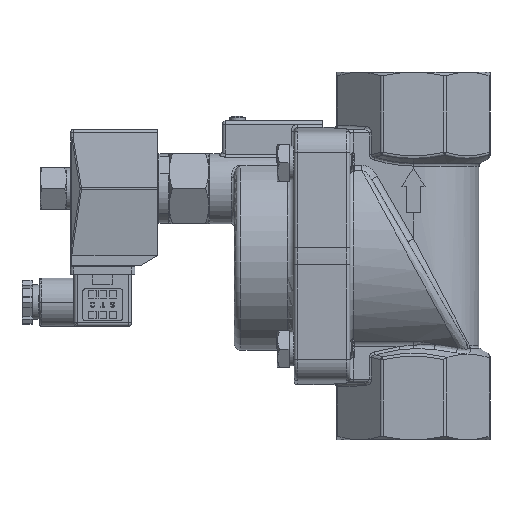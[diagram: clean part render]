
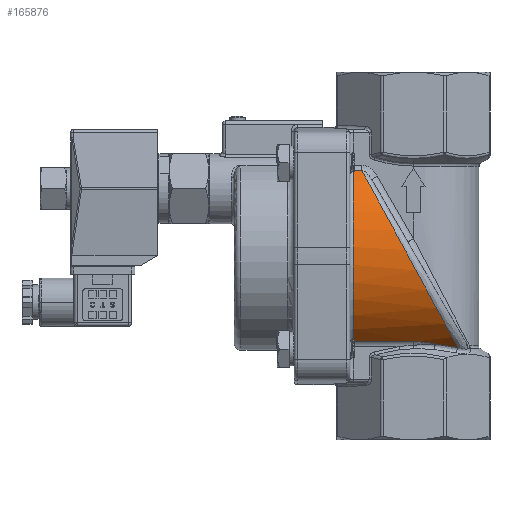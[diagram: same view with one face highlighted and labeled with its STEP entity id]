
A CAD part, left-side view. The second image highlights one B-rep face of the part: STEP entity #165876.
In plain terms, the highlighted cylindrical face has radius 50 mm (diameter 100 mm), a partial arc.
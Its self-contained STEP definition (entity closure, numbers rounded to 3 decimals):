
#1755 = DIRECTION ( 'NONE',  ( 0., -1., 0. ) ) ;
#2419 = CARTESIAN_POINT ( 'NONE',  ( -27.484, 14.663, -41.769 ) ) ;
#2770 = CARTESIAN_POINT ( 'NONE',  ( -31.132, 64., 39.125 ) ) ;
#3880 = LINE ( 'NONE', #2770, #69940 ) ;
#15223 = B_SPLINE_CURVE_WITH_KNOTS ( 'NONE', 3,
 ( #24726, #37976, #130333, #51272, #143587, #64506, #156771, #77781, #170035, #91072 ),
 .UNSPECIFIED., .F., .F.,
 ( 4, 2, 2, 2, 4 ),
 ( 0., 0.005, 0.008, 0.009, 0.01 ),
 .UNSPECIFIED. ) ;
#20370 = B_SPLINE_CURVE_WITH_KNOTS ( 'NONE', 3,
 ( #69943, #162162, #59462, #151742 ),
 .UNSPECIFIED., .F., .F.,
 ( 4, 4 ),
 ( 0., 0.011 ),
 .UNSPECIFIED. ) ;
#21651 = VERTEX_POINT ( 'NONE', #93980 ) ;
#24726 = CARTESIAN_POINT ( 'NONE',  ( -31.132, 35., -39.125 ) ) ;
#29302 = DIRECTION ( 'NONE',  ( 0., 1., 0. ) ) ;
#29779 = EDGE_CURVE ( 'NONE', #140033, #108254, #101629, .T. ) ;
#37976 = CARTESIAN_POINT ( 'NONE',  ( -31.132, 33.273, -39.125 ) ) ;
#42890 = EDGE_CURVE ( 'NONE', #166570, #21651, #3880, .T. ) ;
#48248 = CYLINDRICAL_SURFACE ( 'NONE', #131508, 50. ) ;
#49615 = ORIENTED_EDGE ( 'NONE', *, *, #168411, .T. ) ;
#51272 = CARTESIAN_POINT ( 'NONE',  ( -30.635, 29.068, -39.516 ) ) ;
#54833 = DIRECTION ( 'NONE',  ( 0., 0., -1. ) ) ;
#55350 = ORIENTED_EDGE ( 'NONE', *, *, #42890, .T. ) ;
#59462 = CARTESIAN_POINT ( 'NONE',  ( -28.46, 18.025, -41.127 ) ) ;
#62925 = ORIENTED_EDGE ( 'NONE', *, *, #154436, .T. ) ;
#64506 = CARTESIAN_POINT ( 'NONE',  ( -30.207, 27.005, -39.844 ) ) ;
#66279 = VERTEX_POINT ( 'NONE', #84639 ) ;
#67210 = CARTESIAN_POINT ( 'NONE',  ( -31.132, 64., -39.125 ) ) ;
#67986 = CARTESIAN_POINT ( 'NONE',  ( 0., 62.5, 0. ) ) ;
#68778 = CARTESIAN_POINT ( 'NONE',  ( -31.132, 58.565, 39.125 ) ) ;
#69940 = VECTOR ( 'NONE', #29302, 1000. ) ;
#69943 = CARTESIAN_POINT ( 'NONE',  ( -29.659, 24.968, -40.254 ) ) ;
#77069 = VERTEX_POINT ( 'NONE', #169885 ) ;
#77781 = CARTESIAN_POINT ( 'NONE',  ( -29.895, 25.779, -40.079 ) ) ;
#81282 = DIRECTION ( 'NONE',  ( 0., 0., -1. ) ) ;
#83452 = CARTESIAN_POINT ( 'NONE',  ( -31.132, 58.565, 39.125 ) ) ;
#84639 = CARTESIAN_POINT ( 'NONE',  ( -29.659, 24.968, -40.254 ) ) ;
#91072 = CARTESIAN_POINT ( 'NONE',  ( -29.659, 24.968, -40.254 ) ) ;
#93980 = CARTESIAN_POINT ( 'NONE',  ( -31.132, 62.5, 39.125 ) ) ;
#97487 = VECTOR ( 'NONE', #161163, 1000. ) ;
#99859 = FACE_OUTER_BOUND ( 'NONE', #123848, .T. ) ;
#101629 = LINE ( 'NONE', #67210, #97487 ) ;
#101998 = ORIENTED_EDGE ( 'NONE', *, *, #122048, .T. ) ;
#108051 = CARTESIAN_POINT ( 'NONE',  ( -58.607, 25.777, -21.29 ) ) ;
#108254 = VERTEX_POINT ( 'NONE', #136790 ) ;
#122048 = EDGE_CURVE ( 'NONE', #21651, #140033, #131356, .T. ) ;
#122828 = ORIENTED_EDGE ( 'NONE', *, *, #160374, .T. ) ;
#123848 = EDGE_LOOP ( 'NONE', ( #55350, #101998, #160740, #49615, #62925, #122828 ) ) ;
#130333 = CARTESIAN_POINT ( 'NONE',  ( -31.005, 31.575, -39.227 ) ) ;
#131356 = CIRCLE ( 'NONE', #159590, 50. ) ;
#131508 = AXIS2_PLACEMENT_3D ( 'NONE', #133333, #1755, #54833 ) ;
#133333 = CARTESIAN_POINT ( 'NONE',  ( 0., 64., 0. ) ) ;
#136790 = CARTESIAN_POINT ( 'NONE',  ( -31.132, 35., -39.125 ) ) ;
#140033 = VERTEX_POINT ( 'NONE', #162858 ) ;
#141339 =( BOUNDED_CURVE ( )  B_SPLINE_CURVE ( 3, ( #2419, #108051, #147823, #68778 ),
 .UNSPECIFIED., .F., .F. ) 
 B_SPLINE_CURVE_WITH_KNOTS ( ( 4, 4 ),
 ( 0.582, 2.469 ),
 .UNSPECIFIED. ) 
 CURVE ( )  GEOMETRIC_REPRESENTATION_ITEM ( )  RATIONAL_B_SPLINE_CURVE ( ( 1., 0.725, 0.725, 1. ) ) 
 REPRESENTATION_ITEM ( '' )  );
#143587 = CARTESIAN_POINT ( 'NONE',  ( -30.482, 28.239, -39.635 ) ) ;
#147823 = CARTESIAN_POINT ( 'NONE',  ( -60.285, 45.976, 15.928 ) ) ;
#151742 = CARTESIAN_POINT ( 'NONE',  ( -27.484, 14.663, -41.769 ) ) ;
#154436 = EDGE_CURVE ( 'NONE', #66279, #77069, #20370, .T. ) ;
#156771 = CARTESIAN_POINT ( 'NONE',  ( -30.108, 26.595, -39.919 ) ) ;
#159590 = AXIS2_PLACEMENT_3D ( 'NONE', #67986, #160241, #81282 ) ;
#160241 = DIRECTION ( 'NONE',  ( 0., -1., 0. ) ) ;
#160374 = EDGE_CURVE ( 'NONE', #77069, #166570, #141339, .T. ) ;
#160740 = ORIENTED_EDGE ( 'NONE', *, *, #29779, .T. ) ;
#161163 = DIRECTION ( 'NONE',  ( 0., -1., 0. ) ) ;
#162162 = CARTESIAN_POINT ( 'NONE',  ( -29.181, 21.459, -40.605 ) ) ;
#162858 = CARTESIAN_POINT ( 'NONE',  ( -31.132, 62.5, -39.125 ) ) ;
#165876 = ADVANCED_FACE ( 'NONE', ( #99859 ), #48248, .T. ) ;
#166570 = VERTEX_POINT ( 'NONE', #83452 ) ;
#168411 = EDGE_CURVE ( 'NONE', #108254, #66279, #15223, .T. ) ;
#169885 = CARTESIAN_POINT ( 'NONE',  ( -27.484, 14.663, -41.769 ) ) ;
#170035 = CARTESIAN_POINT ( 'NONE',  ( -29.78, 25.372, -40.164 ) ) ;
